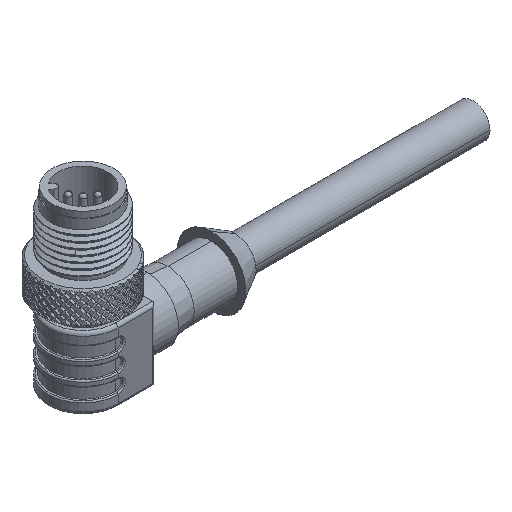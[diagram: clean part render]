
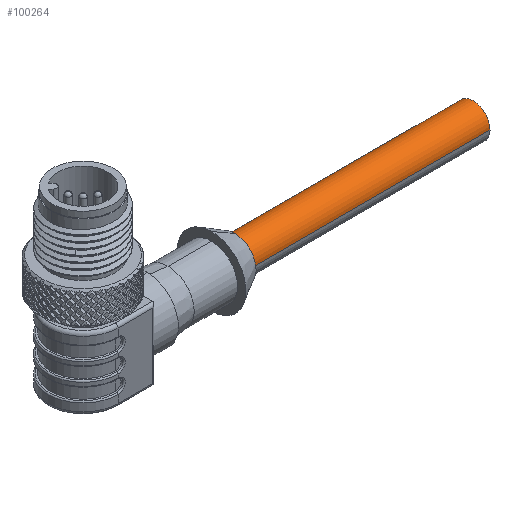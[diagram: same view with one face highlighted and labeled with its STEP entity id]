
A CAD part, isometric view. The second image highlights one B-rep face of the part: STEP entity #100264.
In plain terms, the highlighted cylindrical face has radius 2.85 mm (diameter 5.7 mm), a partial arc.
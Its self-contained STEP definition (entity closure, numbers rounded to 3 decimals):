
#100202=CARTESIAN_POINT('',(0.,0.,0.));
#100203=DIRECTION('',(1.,0.,0.));
#100204=DIRECTION('',(0.,0.,-1.));
#100205=AXIS2_PLACEMENT_3D('',#100202,#100203,#100204);
#100212=DIRECTION('',(1.,0.,0.));
#100213=VECTOR('',#100212,40.);
#100214=CARTESIAN_POINT('',(0.,0.,-2.85));
#100215=LINE('',#100214,#100213);
#100216=DIRECTION('',(1.,0.,0.));
#100217=VECTOR('',#100216,40.);
#100218=CARTESIAN_POINT('',(0.,0.,2.85));
#100219=LINE('',#100218,#100217);
#100220=CARTESIAN_POINT('',(40.,0.,0.));
#100221=DIRECTION('',(1.,0.,0.));
#100222=DIRECTION('',(0.,0.,-1.));
#100223=AXIS2_PLACEMENT_3D('',#100220,#100221,#100222);
#100230=CARTESIAN_POINT('',(0.,0.,-2.85));
#100231=CARTESIAN_POINT('',(0.,0.,2.85));
#100232=VERTEX_POINT('',#100230);
#100233=VERTEX_POINT('',#100231);
#100234=CARTESIAN_POINT('',(40.,0.,-2.85));
#100235=CARTESIAN_POINT('',(40.,0.,2.85));
#100236=VERTEX_POINT('',#100234);
#100237=VERTEX_POINT('',#100235);
#100250=CARTESIAN_POINT('',(0.,0.,0.));
#100251=DIRECTION('',(1.,0.,0.));
#100252=DIRECTION('',(0.,0.,-1.));
#100253=AXIS2_PLACEMENT_3D('',#100250,#100251,#100252);
#100254=CYLINDRICAL_SURFACE('',#100253,2.85);
#100255=ORIENTED_EDGE('',*,*,#100243,.F.);
#100257=ORIENTED_EDGE('',*,*,#100256,.T.);
#100259=ORIENTED_EDGE('',*,*,#100258,.T.);
#100261=ORIENTED_EDGE('',*,*,#100260,.F.);
#100262=EDGE_LOOP('',(#100255,#100257,#100259,#100261));
#100263=FACE_OUTER_BOUND('',#100262,.F.);
#100264=ADVANCED_FACE('',(#100263),#100254,.T.);
#100206=CIRCLE('',#100205,2.85);
#100224=CIRCLE('',#100223,2.85);
#100243=EDGE_CURVE('',#100232,#100233,#100206,.T.);
#100256=EDGE_CURVE('',#100232,#100236,#100215,.T.);
#100258=EDGE_CURVE('',#100236,#100237,#100224,.T.);
#100260=EDGE_CURVE('',#100233,#100237,#100219,.T.);
